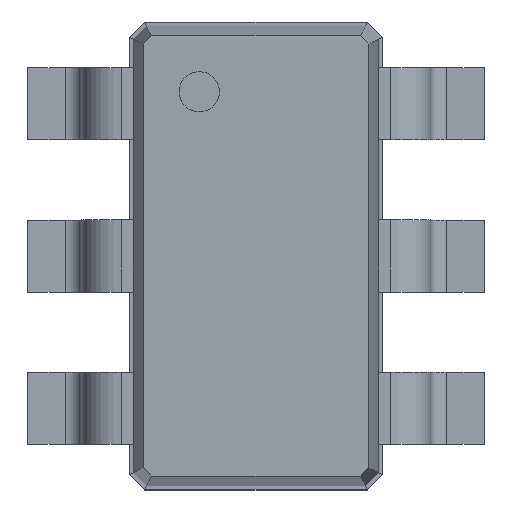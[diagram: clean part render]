
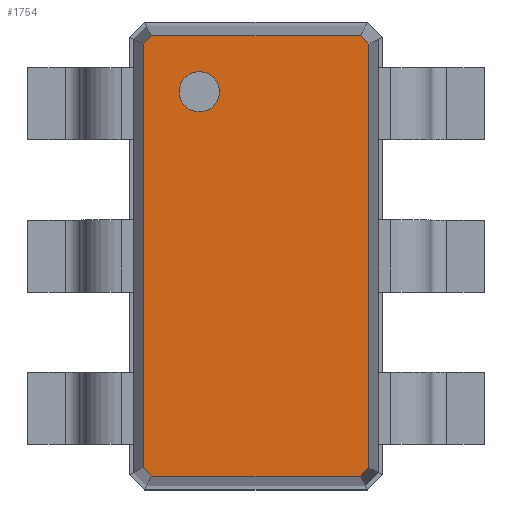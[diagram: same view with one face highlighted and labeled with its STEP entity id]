
A CAD part, top view. The second image highlights one B-rep face of the part: STEP entity #1754.
In plain terms, the highlighted planar face has unit normal (0, 0, 1).
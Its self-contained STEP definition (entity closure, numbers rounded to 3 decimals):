
#960 = VERTEX_POINT('',#961);
#961 = CARTESIAN_POINT('',(0.704,-1.322,1.12));
#966 = EDGE_CURVE('',#967,#960,#969,.T.);
#967 = VERTEX_POINT('',#968);
#968 = CARTESIAN_POINT('',(0.704,1.322,1.12));
#969 = LINE('',#970,#971);
#970 = CARTESIAN_POINT('',(0.704,1.322,1.12));
#971 = VECTOR('',#972,1.);
#972 = DIRECTION('',(0.,-1.,0.));
#1718 = EDGE_CURVE('',#1719,#967,#1721,.T.);
#1719 = VERTEX_POINT('',#1720);
#1720 = CARTESIAN_POINT('',(0.652,1.374,1.12));
#1721 = LINE('',#1722,#1723);
#1722 = CARTESIAN_POINT('',(0.652,1.374,1.12));
#1723 = VECTOR('',#1724,1.);
#1724 = DIRECTION('',(0.707,-0.707,0.));
#1754 = ADVANCED_FACE('',(#1755,#1805),#1816,.T.);
#1755 = FACE_BOUND('',#1756,.T.);
#1756 = EDGE_LOOP('',(#1757,#1765,#1773,#1781,#1789,#1797,#1803,#1804));
#1757 = ORIENTED_EDGE('',*,*,#1758,.F.);
#1758 = EDGE_CURVE('',#1759,#1719,#1761,.T.);
#1759 = VERTEX_POINT('',#1760);
#1760 = CARTESIAN_POINT('',(-0.652,1.374,1.12));
#1761 = LINE('',#1762,#1763);
#1762 = CARTESIAN_POINT('',(-0.652,1.374,1.12));
#1763 = VECTOR('',#1764,1.);
#1764 = DIRECTION('',(1.,0.,0.));
#1765 = ORIENTED_EDGE('',*,*,#1766,.F.);
#1766 = EDGE_CURVE('',#1767,#1759,#1769,.T.);
#1767 = VERTEX_POINT('',#1768);
#1768 = CARTESIAN_POINT('',(-0.704,1.322,1.12));
#1769 = LINE('',#1770,#1771);
#1770 = CARTESIAN_POINT('',(-0.704,1.322,1.12));
#1771 = VECTOR('',#1772,1.);
#1772 = DIRECTION('',(0.707,0.707,0.));
#1773 = ORIENTED_EDGE('',*,*,#1774,.F.);
#1774 = EDGE_CURVE('',#1775,#1767,#1777,.T.);
#1775 = VERTEX_POINT('',#1776);
#1776 = CARTESIAN_POINT('',(-0.704,-1.322,1.12));
#1777 = LINE('',#1778,#1779);
#1778 = CARTESIAN_POINT('',(-0.704,-1.322,1.12));
#1779 = VECTOR('',#1780,1.);
#1780 = DIRECTION('',(0.,1.,0.));
#1781 = ORIENTED_EDGE('',*,*,#1782,.F.);
#1782 = EDGE_CURVE('',#1783,#1775,#1785,.T.);
#1783 = VERTEX_POINT('',#1784);
#1784 = CARTESIAN_POINT('',(-0.652,-1.374,1.12));
#1785 = LINE('',#1786,#1787);
#1786 = CARTESIAN_POINT('',(-0.652,-1.374,1.12));
#1787 = VECTOR('',#1788,1.);
#1788 = DIRECTION('',(-0.707,0.707,0.));
#1789 = ORIENTED_EDGE('',*,*,#1790,.F.);
#1790 = EDGE_CURVE('',#1791,#1783,#1793,.T.);
#1791 = VERTEX_POINT('',#1792);
#1792 = CARTESIAN_POINT('',(0.652,-1.374,1.12));
#1793 = LINE('',#1794,#1795);
#1794 = CARTESIAN_POINT('',(0.652,-1.374,1.12));
#1795 = VECTOR('',#1796,1.);
#1796 = DIRECTION('',(-1.,0.,0.));
#1797 = ORIENTED_EDGE('',*,*,#1798,.F.);
#1798 = EDGE_CURVE('',#960,#1791,#1799,.T.);
#1799 = LINE('',#1800,#1801);
#1800 = CARTESIAN_POINT('',(0.704,-1.322,1.12));
#1801 = VECTOR('',#1802,1.);
#1802 = DIRECTION('',(-0.707,-0.707,0.));
#1803 = ORIENTED_EDGE('',*,*,#966,.F.);
#1804 = ORIENTED_EDGE('',*,*,#1718,.F.);
#1805 = FACE_BOUND('',#1806,.T.);
#1806 = EDGE_LOOP('',(#1807));
#1807 = ORIENTED_EDGE('',*,*,#1808,.F.);
#1808 = EDGE_CURVE('',#1809,#1809,#1811,.T.);
#1809 = VERTEX_POINT('',#1810);
#1810 = CARTESIAN_POINT('',(-0.354,0.899,1.12));
#1811 = CIRCLE('',#1812,0.125);
#1812 = AXIS2_PLACEMENT_3D('',#1813,#1814,#1815);
#1813 = CARTESIAN_POINT('',(-0.354,1.024,1.12));
#1814 = DIRECTION('',(-0.,0.,1.));
#1815 = DIRECTION('',(0.,-1.,0.));
#1816 = PLANE('',#1817);
#1817 = AXIS2_PLACEMENT_3D('',#1818,#1819,#1820);
#1818 = CARTESIAN_POINT('',(-0.652,1.374,1.12));
#1819 = DIRECTION('',(0.,0.,1.));
#1820 = DIRECTION('',(0.429,-0.903,0.));
